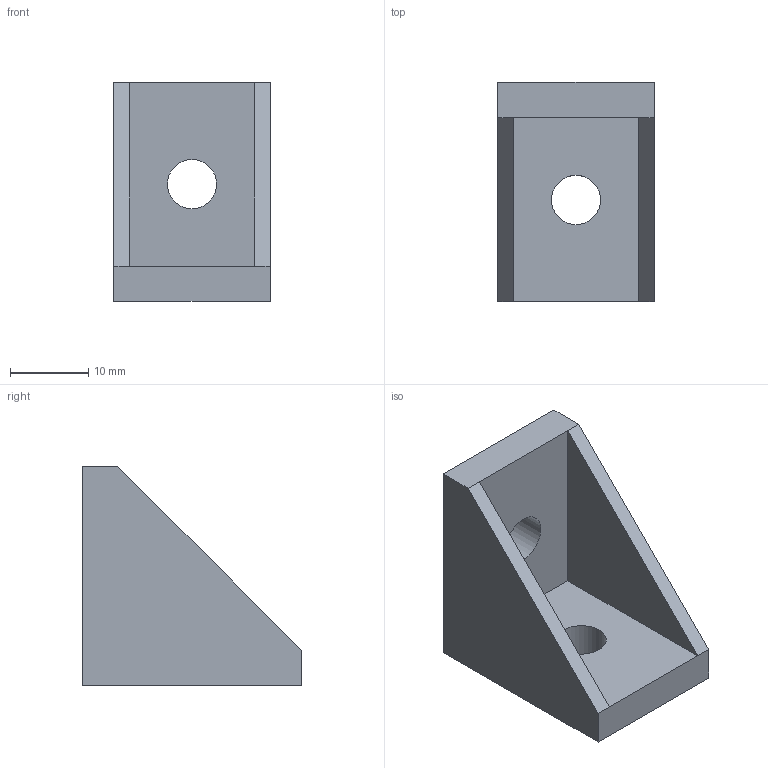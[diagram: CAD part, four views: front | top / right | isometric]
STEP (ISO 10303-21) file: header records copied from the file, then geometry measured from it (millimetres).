
FILE_DESCRIPTION(('STEP AP214'),'1');
FILE_NAME('cctmp_AF8FB1E6-EC37-425F-ACB9-5034B1ED2789_2020_1_9_16_19_22_983..stp','2020-01-09T15:19:23',('Bosch Rexroth AG'),('CADClick - www.CADClick.com'),'Spatial InterOp 3D',' ','unknown authorization - (Healing Option Enabled)');
FILE_SCHEMA(('AUTOMOTIVE_DESIGN'));
Length unit declared in the file: millimetre
Products named in the file (1): 2020_01_09__16-19-22-983
Bounding box: 20 x 28 x 28 mm (x, y, z)
Volume: 5458.9 mm3; surface area: 3806.4 mm2
Topology: 1 solids, 1 shells, 16 faces, 38 edges, 24 vertices
Faces by surface type: plane 12, cylinder 4
Entity records: 618 total; most frequent: DIRECTION 80, CARTESIAN_POINT 79, ORIENTED_EDGE 76, EDGE_CURVE 38, LINE 30, VECTOR 30, AXIS2_PLACEMENT_3D 25, VERTEX_POINT 24
